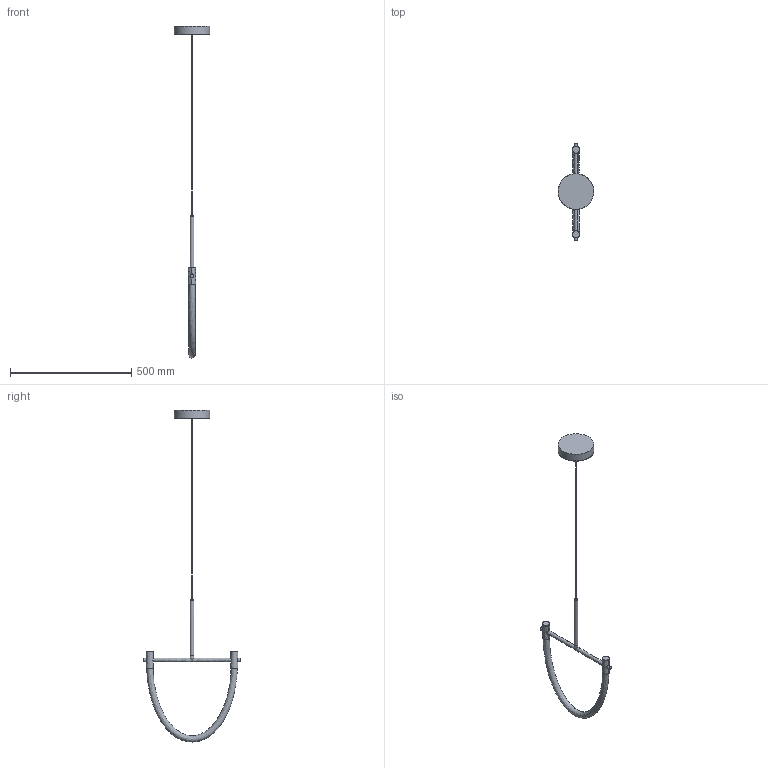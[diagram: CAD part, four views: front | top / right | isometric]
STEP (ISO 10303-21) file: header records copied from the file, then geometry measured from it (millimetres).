
FILE_DESCRIPTION(/* description */ (''),/* implementation_level */ '2;1');
FILE_NAME(/* name */ 'Arc80_3D_mm',/* time_stamp */ '2025-06-23T15:19:07-07:00',/* author */ (''),/* organization */ (''),/* preprocessor_version */ 'ST-DEVELOPER v16.5',/* originating_system */ '',/* authorisation */ '');
FILE_SCHEMA (('AUTOMOTIVE_DESIGN'));
Length unit declared in the file: millimetre
Products named in the file (1): Document
Bounding box: 147 x 400 x 1370.68 mm (x, y, z)
Volume: 1211449.7 mm3; surface area: 165171.1 mm2
Topology: 4 solids, 4 shells, 84 faces, 160 edges, 98 vertices
Faces by surface type: bspline 50, plane 34
Entity records: 3711 total; most frequent: CARTESIAN_POINT 2610, ORIENTED_EDGE 320, EDGE_CURVE 160, EDGE_LOOP 98, VERTEX_POINT 98, ADVANCED_FACE 84, FACE_OUTER_BOUND 84, B_SPLINE_CURVE_WITH_KNOTS 74
